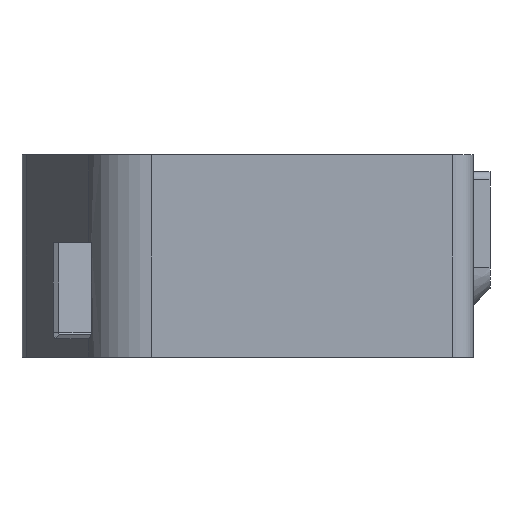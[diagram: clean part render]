
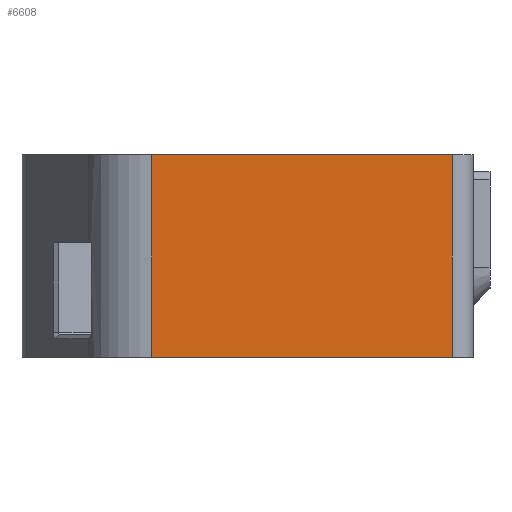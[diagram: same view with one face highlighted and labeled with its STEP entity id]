
A CAD part, front view. The second image highlights one B-rep face of the part: STEP entity #6608.
In plain terms, the highlighted planar face has unit normal (0, -1, 0).
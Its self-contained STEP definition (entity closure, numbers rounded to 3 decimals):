
#1080=FACE_OUTER_BOUND('',#1461,.T.);
#1461=EDGE_LOOP('',(#5834,#5835,#5836,#5837));
#1658=LINE('',#9415,#2300);
#1753=LINE('',#9718,#2395);
#2110=LINE('',#11207,#2752);
#2111=LINE('',#11209,#2753);
#2300=VECTOR('',#7551,10.);
#2395=VECTOR('',#7848,10.);
#2752=VECTOR('',#8777,10.);
#2753=VECTOR('',#8780,10.);
#2951=VERTEX_POINT('',#9412);
#2952=VERTEX_POINT('',#9414);
#3058=VERTEX_POINT('',#9715);
#3059=VERTEX_POINT('',#9717);
#3576=EDGE_CURVE('',#2951,#2952,#1658,.T.);
#3728=EDGE_CURVE('',#3059,#3058,#1753,.T.);
#4244=EDGE_CURVE('',#3059,#2951,#2110,.T.);
#4245=EDGE_CURVE('',#3058,#2952,#2111,.T.);
#5834=ORIENTED_EDGE('',*,*,#4244,.F.);
#5835=ORIENTED_EDGE('',*,*,#3728,.T.);
#5836=ORIENTED_EDGE('',*,*,#4245,.T.);
#5837=ORIENTED_EDGE('',*,*,#3576,.F.);
#6302=PLANE('',#7155);
#6608=ADVANCED_FACE('',(#1080),#6302,.T.);
#7155=AXIS2_PLACEMENT_3D('',#11208,#8778,#8779);
#7551=DIRECTION('',(-1.,0.,0.));
#7848=DIRECTION('',(-1.,0.,0.));
#8777=DIRECTION('',(0.,0.,-1.));
#8778=DIRECTION('center_axis',(0.,-1.,0.));
#8779=DIRECTION('ref_axis',(1.,0.,0.));
#8780=DIRECTION('',(0.,0.,-1.));
#9412=CARTESIAN_POINT('',(103.,0.,0.));
#9414=CARTESIAN_POINT('',(31.,0.,0.));
#9415=CARTESIAN_POINT('',(103.,0.,0.));
#9715=CARTESIAN_POINT('',(31.,0.,48.4));
#9717=CARTESIAN_POINT('',(103.,0.,48.4));
#9718=CARTESIAN_POINT('',(42.5,0.,48.4));
#11207=CARTESIAN_POINT('',(103.,0.,0.4));
#11208=CARTESIAN_POINT('Origin',(31.,0.,0.4));
#11209=CARTESIAN_POINT('',(31.,0.,0.4));
